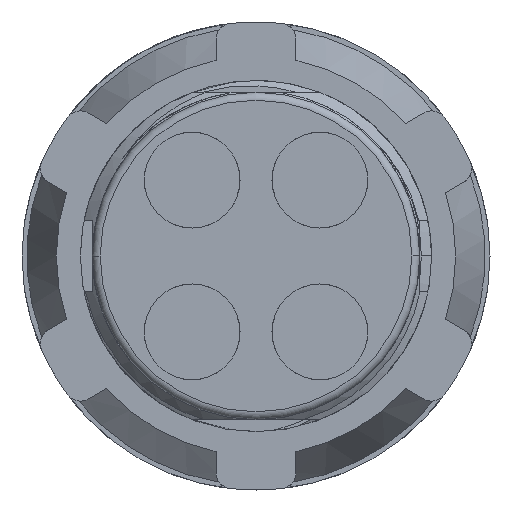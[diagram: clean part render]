
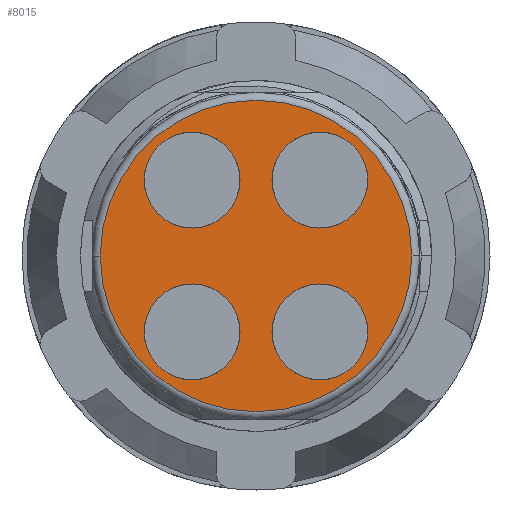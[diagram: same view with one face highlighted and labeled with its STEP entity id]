
A CAD part, front view. The second image highlights one B-rep face of the part: STEP entity #8015.
In plain terms, the highlighted planar face has unit normal (0, -1, 0).
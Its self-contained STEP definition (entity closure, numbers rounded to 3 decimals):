
#2=CARTESIAN_POINT('',(0.,-43.,0.));
#3=DIRECTION('',(0.,1.,0.));
#4=DIRECTION('',(1.,0.,0.));
#5=AXIS2_PLACEMENT_3D('',#2,#3,#4);
#7=CARTESIAN_POINT('',(0.,-43.,0.));
#8=DIRECTION('',(0.,1.,0.));
#9=DIRECTION('',(-1.,0.,0.));
#10=AXIS2_PLACEMENT_3D('',#7,#8,#9);
#12=CARTESIAN_POINT('',(4.,-43.,4.75));
#13=DIRECTION('',(0.,-1.,0.));
#14=DIRECTION('',(0.,0.,-1.));
#15=AXIS2_PLACEMENT_3D('',#12,#13,#14);
#17=CARTESIAN_POINT('',(4.,-43.,4.75));
#18=DIRECTION('',(0.,-1.,0.));
#19=DIRECTION('',(0.,0.,1.));
#20=AXIS2_PLACEMENT_3D('',#17,#18,#19);
#22=CARTESIAN_POINT('',(4.,-43.,-4.75));
#23=DIRECTION('',(0.,-1.,0.));
#24=DIRECTION('',(0.,0.,-1.));
#25=AXIS2_PLACEMENT_3D('',#22,#23,#24);
#27=CARTESIAN_POINT('',(4.,-43.,-4.75));
#28=DIRECTION('',(0.,-1.,0.));
#29=DIRECTION('',(0.,0.,1.));
#30=AXIS2_PLACEMENT_3D('',#27,#28,#29);
#32=CARTESIAN_POINT('',(-4.,-43.,4.75));
#33=DIRECTION('',(0.,-1.,0.));
#34=DIRECTION('',(0.,0.,-1.));
#35=AXIS2_PLACEMENT_3D('',#32,#33,#34);
#37=CARTESIAN_POINT('',(-4.,-43.,4.75));
#38=DIRECTION('',(0.,-1.,0.));
#39=DIRECTION('',(0.,0.,1.));
#40=AXIS2_PLACEMENT_3D('',#37,#38,#39);
#42=CARTESIAN_POINT('',(-4.,-43.,-4.75));
#43=DIRECTION('',(0.,-1.,0.));
#44=DIRECTION('',(0.,0.,-1.));
#45=AXIS2_PLACEMENT_3D('',#42,#43,#44);
#47=CARTESIAN_POINT('',(-4.,-43.,-4.75));
#48=DIRECTION('',(0.,-1.,0.));
#49=DIRECTION('',(0.,0.,1.));
#50=AXIS2_PLACEMENT_3D('',#47,#48,#49);
#7430=CARTESIAN_POINT('',(9.75,-43.,0.));
#7431=CARTESIAN_POINT('',(-9.75,-43.,0.));
#7432=VERTEX_POINT('',#7430);
#7433=VERTEX_POINT('',#7431);
#7637=CARTESIAN_POINT('',(4.,-43.,1.75));
#7638=VERTEX_POINT('',#7637);
#7639=CARTESIAN_POINT('',(4.,-43.,7.75));
#7640=VERTEX_POINT('',#7639);
#7641=CARTESIAN_POINT('',(4.,-43.,-7.75));
#7642=VERTEX_POINT('',#7641);
#7643=CARTESIAN_POINT('',(4.,-43.,-1.75));
#7644=VERTEX_POINT('',#7643);
#7645=CARTESIAN_POINT('',(-4.,-43.,1.75));
#7646=VERTEX_POINT('',#7645);
#7647=CARTESIAN_POINT('',(-4.,-43.,7.75));
#7648=VERTEX_POINT('',#7647);
#7649=CARTESIAN_POINT('',(-4.,-43.,-7.75));
#7650=VERTEX_POINT('',#7649);
#7651=CARTESIAN_POINT('',(-4.,-43.,-1.75));
#7652=VERTEX_POINT('',#7651);
#7980=CARTESIAN_POINT('',(0.,-43.,0.));
#7981=DIRECTION('',(0.,1.,0.));
#7982=DIRECTION('',(1.,0.,0.));
#7983=AXIS2_PLACEMENT_3D('',#7980,#7981,#7982);
#7984=PLANE('',#7983);
#7986=ORIENTED_EDGE('',*,*,#7985,.T.);
#7988=ORIENTED_EDGE('',*,*,#7987,.T.);
#7989=EDGE_LOOP('',(#7986,#7988));
#7990=FACE_OUTER_BOUND('',#7989,.F.);
#7992=ORIENTED_EDGE('',*,*,#7991,.T.);
#7994=ORIENTED_EDGE('',*,*,#7993,.T.);
#7995=EDGE_LOOP('',(#7992,#7994));
#7996=FACE_BOUND('',#7995,.F.);
#7998=ORIENTED_EDGE('',*,*,#7997,.T.);
#8000=ORIENTED_EDGE('',*,*,#7999,.T.);
#8001=EDGE_LOOP('',(#7998,#8000));
#8002=FACE_BOUND('',#8001,.F.);
#8004=ORIENTED_EDGE('',*,*,#8003,.T.);
#8006=ORIENTED_EDGE('',*,*,#8005,.T.);
#8007=EDGE_LOOP('',(#8004,#8006));
#8008=FACE_BOUND('',#8007,.F.);
#8010=ORIENTED_EDGE('',*,*,#8009,.T.);
#8012=ORIENTED_EDGE('',*,*,#8011,.T.);
#8013=EDGE_LOOP('',(#8010,#8012));
#8014=FACE_BOUND('',#8013,.F.);
#6=CIRCLE('',#5,9.75);
#11=CIRCLE('',#10,9.75);
#16=CIRCLE('',#15,3.);
#21=CIRCLE('',#20,3.);
#26=CIRCLE('',#25,3.);
#31=CIRCLE('',#30,3.);
#36=CIRCLE('',#35,3.);
#41=CIRCLE('',#40,3.);
#46=CIRCLE('',#45,3.);
#51=CIRCLE('',#50,3.);
#7985=EDGE_CURVE('',#7432,#7433,#6,.T.);
#7987=EDGE_CURVE('',#7433,#7432,#11,.T.);
#7991=EDGE_CURVE('',#7638,#7640,#16,.T.);
#7993=EDGE_CURVE('',#7640,#7638,#21,.T.);
#7997=EDGE_CURVE('',#7642,#7644,#26,.T.);
#7999=EDGE_CURVE('',#7644,#7642,#31,.T.);
#8003=EDGE_CURVE('',#7646,#7648,#36,.T.);
#8005=EDGE_CURVE('',#7648,#7646,#41,.T.);
#8009=EDGE_CURVE('',#7650,#7652,#46,.T.);
#8011=EDGE_CURVE('',#7652,#7650,#51,.T.);
#8015=ADVANCED_FACE('',(#7990,#7996,#8002,#8008,#8014),#7984,.F.);
